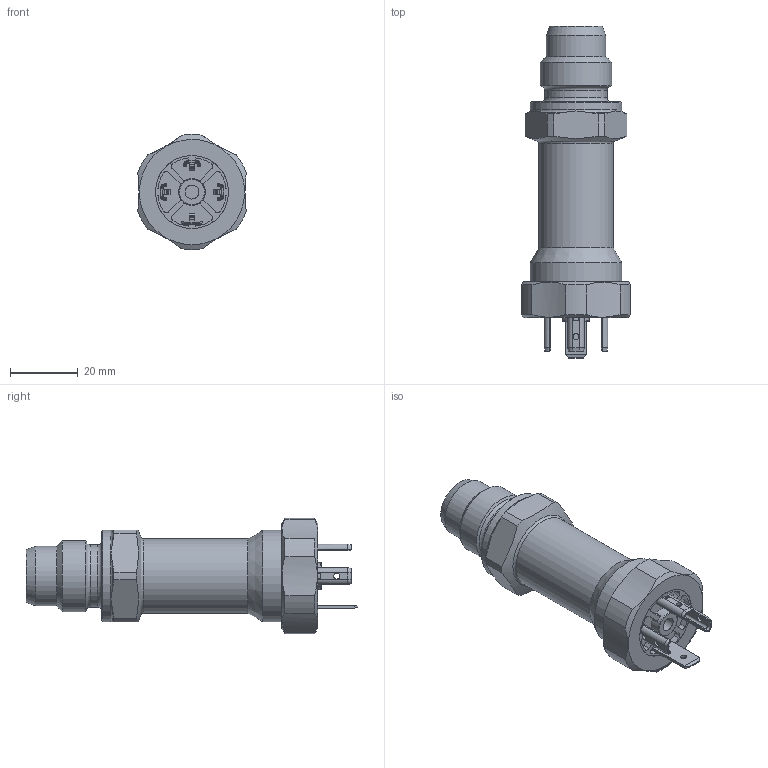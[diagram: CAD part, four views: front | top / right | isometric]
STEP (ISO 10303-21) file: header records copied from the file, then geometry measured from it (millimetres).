
FILE_DESCRIPTION( ( 'Druckaufnehmer G1" cone als STP an ' ), '1' );
FILE_NAME( 'PBMx_xxxxxxxx4442xxx.stp', '8.4.2011', ( 'Daniel Bosshard' ), ( 'Baumer electric AG, Process Instrumentation, CH8501 Frauenfeld' ), 'PSStep 14.0', 'Solid Edge ST3', ' ' );
FILE_SCHEMA( ( 'AUTOMOTIVE_DESIGN { 1 0 10303 214 1 1 1 1 }' ) );
Length unit declared in the file: millimetre
Products named in the file (1): 11079407
Bounding box: 32 x 97.8 x 33.97 mm (x, y, z)
Volume: 38833.1 mm3; surface area: 9638.5 mm2
Topology: 1 solids, 1 shells, 304 faces, 910 edges, 605 vertices
Faces by surface type: plane 171, cylinder 92, cone 26, torus 9, bspline 6
Full cylindrical faces by diameter (mm): 1.8 x4, 4.1 x1, 7.8 x1, 17.5 x1, 18.3 x1, 20.955 x1, 21 x1, 21.5 x1, 22 x1, 25 x1, 25.2 x1, 26.9 x1, 27 x1
Entity records: 14093 total; most frequent: CARTESIAN_POINT 4168, ORIENTED_EDGE 1734, DIRECTION 1236, EDGE_CURVE 867, VERTEX_POINT 595, LINE 496, VECTOR 496, AXIS2_PLACEMENT_3D 370
